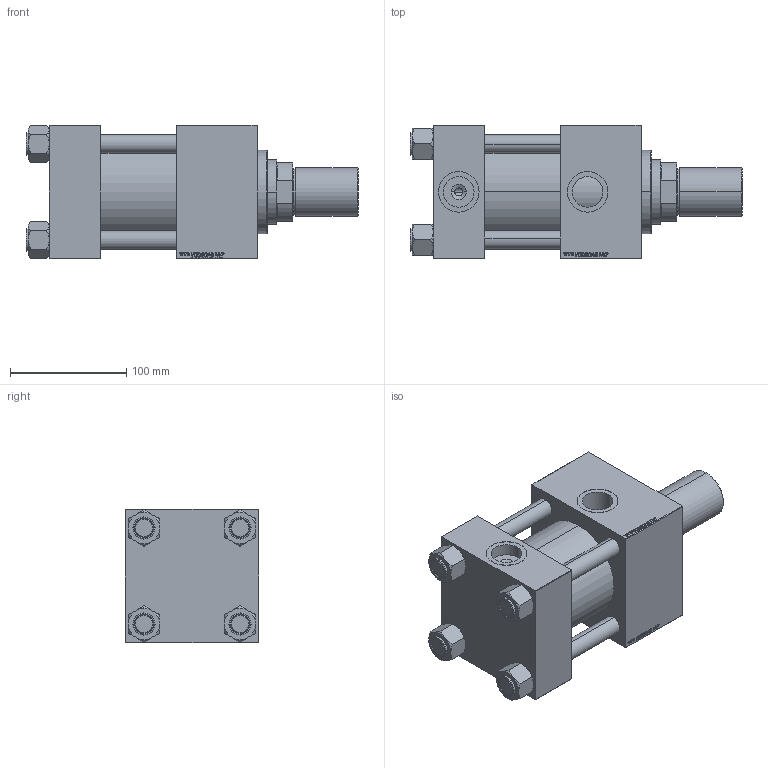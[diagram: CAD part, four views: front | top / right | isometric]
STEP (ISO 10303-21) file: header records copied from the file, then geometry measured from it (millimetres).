
FILE_DESCRIPTION (( 'STEP AP203' ), '1' );
FILE_NAME ('f966.STEP', '2022-04-16T11:06:54', ( '' ), ( '' ), 'SwSTEP 2.0', 'SolidWorks 2019', '' );
FILE_SCHEMA (( 'CONFIG_CONTROL_DESIGN' ));
Length unit declared in the file: millimetre
Products named in the file (7): V215CR_VCP_C 174742e7cc8ddf7a3a661b5519dc4391; V215CR_C_TYCINKA 174742e7cc8ddf7a3a661b5519dc4391; ROD_END_AH 174742e7cc8ddf7a3a661b5519dc4391; V215CR_C_Body 174742e7cc8ddf7a3a661b5519dc4391; V215_VC_A 174742e7cc8ddf7a3a661b5519dc4391; f966; NUT_M5_C 174742e7cc8ddf7a3a661b5519dc4391
Assembly tree (12 placements, depth 2):
  f966
    V215CR_C_Body 174742e7cc8ddf7a3a661b5519dc4391
    V215CR_VCP_C 174742e7cc8ddf7a3a661b5519dc4391
    NUT_M5_C 174742e7cc8ddf7a3a661b5519dc4391  x4
    V215CR_C_TYCINKA 174742e7cc8ddf7a3a661b5519dc4391  x4
    V215_VC_A 174742e7cc8ddf7a3a661b5519dc4391
    ROD_END_AH 174742e7cc8ddf7a3a661b5519dc4391
Bounding box: 286 x 115 x 115 mm (x, y, z)
Volume: 1939186 mm3; surface area: 290711.1 mm2
Topology: 12 solids, 12 shells, 1213 faces, 3066 edges, 1995 vertices
Faces by surface type: plane 579, bspline 392, cone 140, cylinder 92, torus 10
Entity records: 51283 total; most frequent: CARTESIAN_POINT 27328, ORIENTED_EDGE 5396, DIRECTION 3466, EDGE_CURVE 2698, VERTEX_POINT 1773, VECTOR 1624, LINE 1624, EDGE_LOOP 1187
